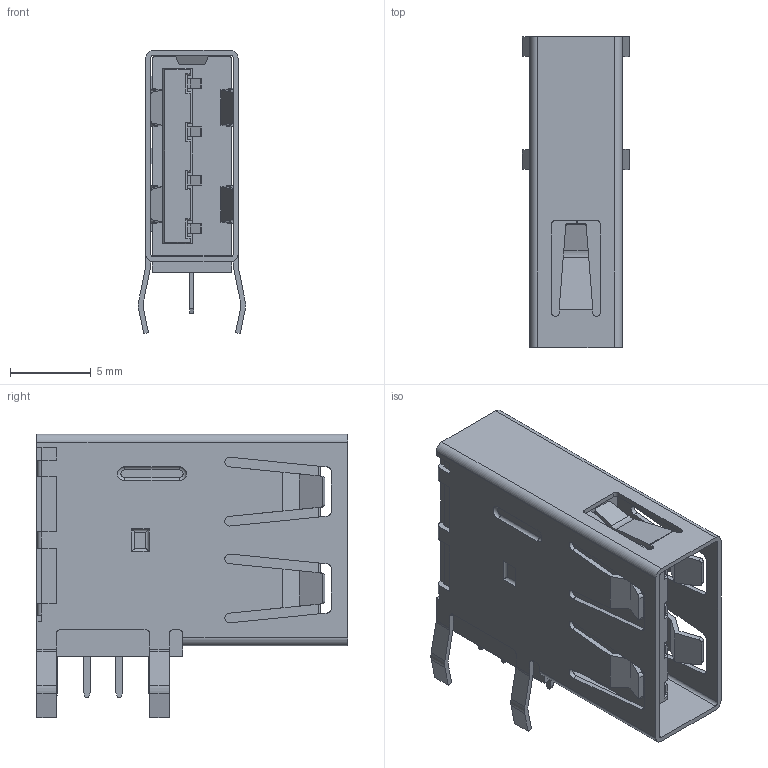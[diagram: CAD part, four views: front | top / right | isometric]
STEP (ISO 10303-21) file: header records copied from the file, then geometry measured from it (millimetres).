
FILE_DESCRIPTION (( 'STEP AP214' ), '1' );
FILE_NAME ('USB-A-TH_USB-226-BRW.step', '2022-07-15T08:58:30', ( '' ), ( '' ), 'SwSTEP 2.0', 'SolidWorks 2020', '' );
FILE_SCHEMA (( 'AUTOMOTIVE_DESIGN' ));
Length unit declared in the file: millimetre
Products named in the file (1): USB-A-TH_USB-226-BRW
Bounding box: 6.65 x 19.27 x 17.56 mm (x, y, z)
Volume: 991.9 mm3; surface area: 2182.3 mm2
Topology: 23 solids, 23 shells, 691 faces, 1884 edges, 1246 vertices
Faces by surface type: plane 450, cylinder 125, bspline 112, torus 4
Entity records: 30737 total; most frequent: CARTESIAN_POINT 6028, ORIENTED_EDGE 3768, DIRECTION 3000, EDGE_CURVE 1884, LINE 1404, VECTOR 1404, VERTEX_POINT 1246, AXIS2_PLACEMENT_3D 798
